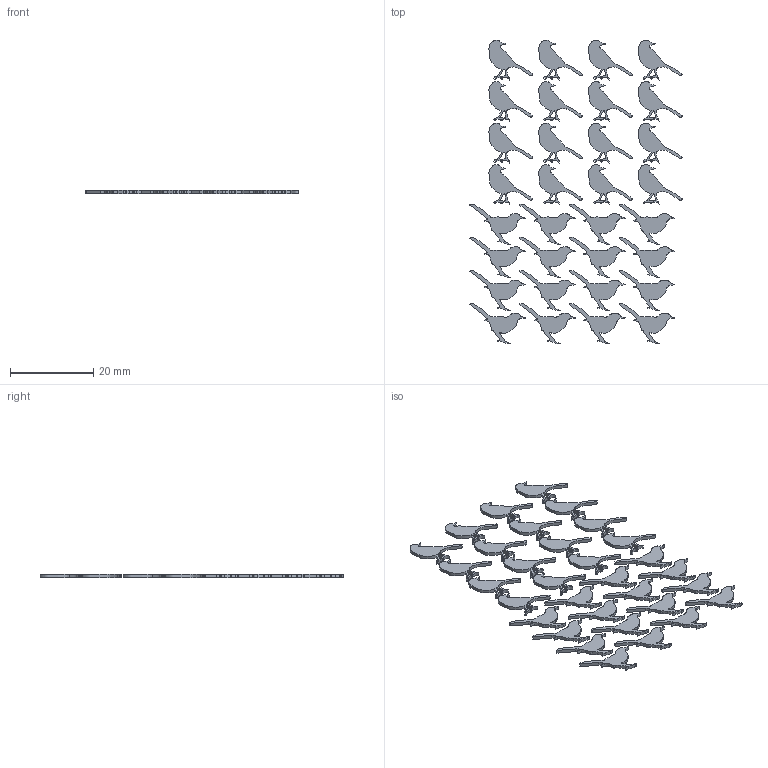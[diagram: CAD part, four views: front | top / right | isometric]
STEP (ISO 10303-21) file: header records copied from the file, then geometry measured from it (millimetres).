
FILE_DESCRIPTION(/* description */ ('STEP AP242','CAx-IF Rec.Pracs.---Representation and Presentation of Product Manufacturing Information (PMI)---4.0---2014-10-13','CAx-IF Rec.Pracs.---3D Tessellated Geometry---0.4---2014-09-14','2;1'),/* implementation_level */ '2;1');
FILE_NAME(/* name */ '66d221ebbf839864f9b19234',/* time_stamp */ '2024-08-30T19:47:56Z',/* author */ (''),/* organization */ (''),/* preprocessor_version */ 'ST-DEVELOPER v20',/* originating_system */ ' ',/* authorisation */ ' ');
FILE_SCHEMA (('AP242_MANAGED_MODEL_BASED_3D_ENGINEERING_MIM_LF { 1 0 10303 442 1 1 4 }'));
Length unit declared in the file: metre
Products named in the file (32): Part 3; Part 1; Part 4; Part 5; Part 6; Part 7; Part 8; Part 9; Part 10; Part 11; Part 12; Part 13; Part 14; Part 15; Part 16; Part 17; Part 18; Part 19; Part 20; Part 21; Part 22; Part 23; Part 24; Part 25; Part 26; Part 27; Part 28; Part 29; Part 30; Part 31; Part 32; Part 33
Bounding box: 51.07 x 73.11 x 0.8 mm (x, y, z)
Volume: 878.4 mm3; surface area: 3286.6 mm2
Topology: 32 solids, 32 shells, 912 faces, 2544 edges, 1696 vertices
Faces by surface type: bspline 672, plane 208, cylinder 32
Entity records: 42898 total; most frequent: CARTESIAN_POINT 23232, ORIENTED_EDGE 5088, EDGE_CURVE 2544, DIRECTION 1808, VERTEX_POINT 1696, B_SPLINE_CURVE_WITH_KNOTS 1344, LINE 1136, VECTOR 1136
